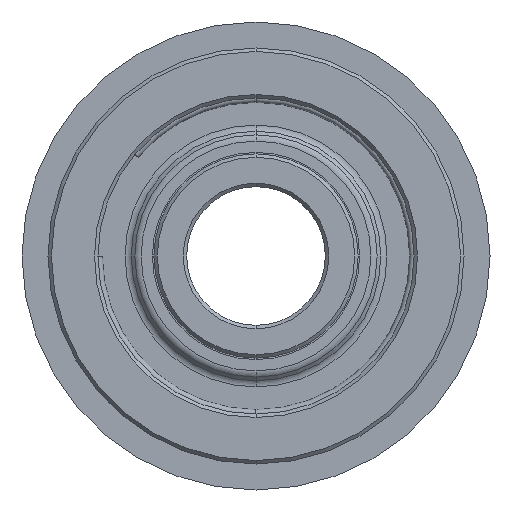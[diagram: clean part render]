
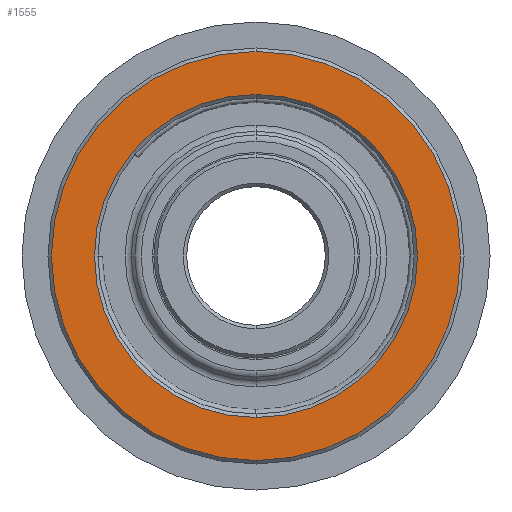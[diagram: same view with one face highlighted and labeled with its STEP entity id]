
A CAD part, front view. The second image highlights one B-rep face of the part: STEP entity #1555.
In plain terms, the highlighted planar face has unit normal (0, -1, 0).
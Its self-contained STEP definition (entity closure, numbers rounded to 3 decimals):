
#77 = FACE_OUTER_BOUND ( 'NONE', #953, .T. ) ;
#108 = PLANE ( 'NONE',  #507 ) ;
#162 = CIRCLE ( 'NONE', #1261, 4.659 ) ;
#182 = DIRECTION ( 'NONE',  ( 0., -1., 0. ) ) ;
#221 = DIRECTION ( 'NONE',  ( 0., 1., 0. ) ) ;
#336 = DIRECTION ( 'NONE',  ( 0., 0., 1. ) ) ;
#474 = ORIENTED_EDGE ( 'NONE', *, *, #1404, .T. ) ;
#507 = AXIS2_PLACEMENT_3D ( 'NONE', #888, #221, #1286 ) ;
#542 = VERTEX_POINT ( 'NONE', #2146 ) ;
#571 = EDGE_LOOP ( 'NONE', ( #898, #785 ) ) ;
#598 = DIRECTION ( 'NONE',  ( 0., 0., 1. ) ) ;
#622 = CARTESIAN_POINT ( 'NONE',  ( 0., 0., -4.659 ) ) ;
#739 = CIRCLE ( 'NONE', #1964, 5.9 ) ;
#785 = ORIENTED_EDGE ( 'NONE', *, *, #1012, .T. ) ;
#797 = DIRECTION ( 'NONE',  ( 0., 1., 0. ) ) ;
#888 = CARTESIAN_POINT ( 'NONE',  ( 0., 0., 0. ) ) ;
#898 = ORIENTED_EDGE ( 'NONE', *, *, #2065, .T. ) ;
#949 = CIRCLE ( 'NONE', #1887, 4.659 ) ;
#953 = EDGE_LOOP ( 'NONE', ( #474, #1528 ) ) ;
#977 = DIRECTION ( 'NONE',  ( 0., 1., 0. ) ) ;
#982 = VERTEX_POINT ( 'NONE', #622 ) ;
#1012 = EDGE_CURVE ( 'NONE', #542, #982, #162, .T. ) ;
#1168 = CARTESIAN_POINT ( 'NONE',  ( 0., 0., 0. ) ) ;
#1261 = AXIS2_PLACEMENT_3D ( 'NONE', #1168, #797, #2164 ) ;
#1276 = AXIS2_PLACEMENT_3D ( 'NONE', #1714, #182, #336 ) ;
#1286 = DIRECTION ( 'NONE',  ( 0., 0., 1. ) ) ;
#1298 = CARTESIAN_POINT ( 'NONE',  ( 0., 0., 0. ) ) ;
#1404 = EDGE_CURVE ( 'NONE', #1607, #1932, #1943, .T. ) ;
#1407 = CARTESIAN_POINT ( 'NONE',  ( 0., 0., -5.9 ) ) ;
#1469 = DIRECTION ( 'NONE',  ( 0., -1., 0. ) ) ;
#1485 = DIRECTION ( 'NONE',  ( 0., 0., 1. ) ) ;
#1528 = ORIENTED_EDGE ( 'NONE', *, *, #1975, .T. ) ;
#1555 = ADVANCED_FACE ( 'NONE', ( #1865, #77 ), #108, .F. ) ;
#1607 = VERTEX_POINT ( 'NONE', #2060 ) ;
#1714 = CARTESIAN_POINT ( 'NONE',  ( 0., 0., 0. ) ) ;
#1865 = FACE_BOUND ( 'NONE', #571, .T. ) ;
#1887 = AXIS2_PLACEMENT_3D ( 'NONE', #2185, #977, #1485 ) ;
#1932 = VERTEX_POINT ( 'NONE', #1407 ) ;
#1943 = CIRCLE ( 'NONE', #1276, 5.9 ) ;
#1964 = AXIS2_PLACEMENT_3D ( 'NONE', #1298, #1469, #598 ) ;
#1975 = EDGE_CURVE ( 'NONE', #1932, #1607, #739, .T. ) ;
#2060 = CARTESIAN_POINT ( 'NONE',  ( 0., 0., 5.9 ) ) ;
#2065 = EDGE_CURVE ( 'NONE', #982, #542, #949, .T. ) ;
#2146 = CARTESIAN_POINT ( 'NONE',  ( 0., 0., 4.659 ) ) ;
#2164 = DIRECTION ( 'NONE',  ( 0., 0., 1. ) ) ;
#2185 = CARTESIAN_POINT ( 'NONE',  ( 0., 0., 0. ) ) ;
